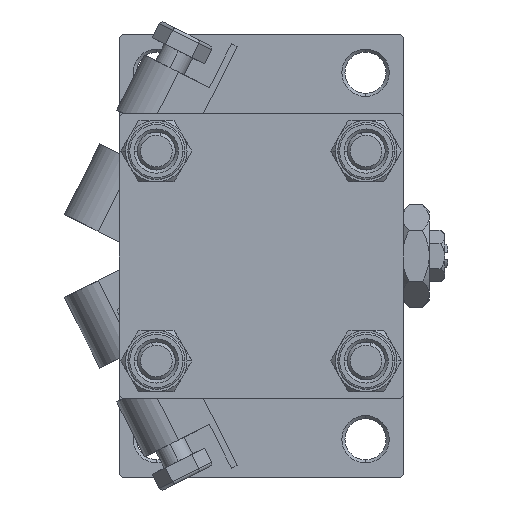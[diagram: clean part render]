
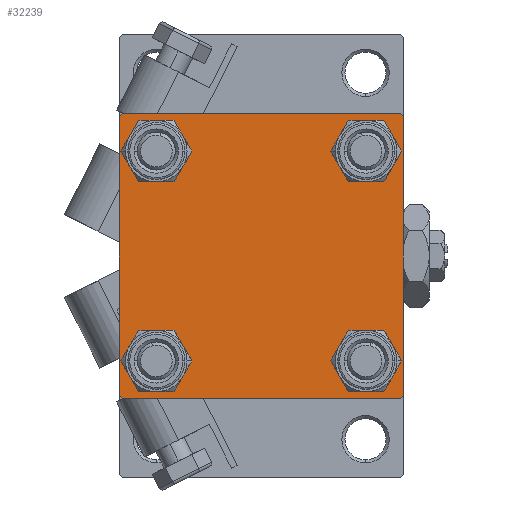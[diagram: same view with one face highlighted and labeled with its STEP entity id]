
A CAD part, left-side view. The second image highlights one B-rep face of the part: STEP entity #32239.
In plain terms, the highlighted planar face has unit normal (-1, 0, 0).
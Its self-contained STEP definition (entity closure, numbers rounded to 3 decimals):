
#648 = EDGE_CURVE ( 'NONE', #19159, #20634, #41932, .T. ) ;
#1318 = CARTESIAN_POINT ( 'NONE',  ( 0., 22.5, -22.5 ) ) ;
#1429 = DIRECTION ( 'NONE',  ( 0., 0.707, 0.707 ) ) ;
#1980 = LINE ( 'NONE', #32918, #18366 ) ;
#2189 = VERTEX_POINT ( 'NONE', #28792 ) ;
#2334 = AXIS2_PLACEMENT_3D ( 'NONE', #7735, #30557, #22223 ) ;
#3437 = ORIENTED_EDGE ( 'NONE', *, *, #32094, .T. ) ;
#3841 = CARTESIAN_POINT ( 'NONE',  ( 0., 22.5, 22. ) ) ;
#4199 = CARTESIAN_POINT ( 'NONE',  ( 0., 22.5, 22.5 ) ) ;
#4557 = VERTEX_POINT ( 'NONE', #44990 ) ;
#4744 = DIRECTION ( 'NONE',  ( 0., -0.707, 0.707 ) ) ;
#4966 = FACE_BOUND ( 'NONE', #18661, .T. ) ;
#5344 = EDGE_CURVE ( 'NONE', #50122, #49402, #20984, .T. ) ;
#5544 = DIRECTION ( 'NONE',  ( 0., -0.707, -0.707 ) ) ;
#5731 = CARTESIAN_POINT ( 'NONE',  ( 0., -16.6, -16.6 ) ) ;
#6195 = AXIS2_PLACEMENT_3D ( 'NONE', #5731, #13106, #28061 ) ;
#6399 = EDGE_CURVE ( 'NONE', #2189, #9942, #38989, .T. ) ;
#6439 = CARTESIAN_POINT ( 'NONE',  ( 0., -16.6, -20.1 ) ) ;
#6609 = CARTESIAN_POINT ( 'NONE',  ( 0., 16.6, 16.6 ) ) ;
#6743 = ORIENTED_EDGE ( 'NONE', *, *, #24565, .T. ) ;
#7417 = AXIS2_PLACEMENT_3D ( 'NONE', #12820, #39694, #36382 ) ;
#7441 = DIRECTION ( 'NONE',  ( 0., 0., -1. ) ) ;
#7735 = CARTESIAN_POINT ( 'NONE',  ( 0., 16.6, -16.6 ) ) ;
#7839 = AXIS2_PLACEMENT_3D ( 'NONE', #6609, #49236, #18781 ) ;
#8562 = DIRECTION ( 'NONE',  ( 1., 0., 0. ) ) ;
#8991 = ORIENTED_EDGE ( 'NONE', *, *, #43397, .F. ) ;
#9294 = FACE_OUTER_BOUND ( 'NONE', #21434, .T. ) ;
#9313 = CIRCLE ( 'NONE', #34396, 3.5 ) ;
#9942 = VERTEX_POINT ( 'NONE', #35786 ) ;
#11073 = LINE ( 'NONE', #49627, #34467 ) ;
#11174 = AXIS2_PLACEMENT_3D ( 'NONE', #16722, #25084, #40541 ) ;
#11240 = EDGE_LOOP ( 'NONE', ( #39845, #15735 ) ) ;
#12108 = ORIENTED_EDGE ( 'NONE', *, *, #48268, .T. ) ;
#12702 = ORIENTED_EDGE ( 'NONE', *, *, #31984, .T. ) ;
#12820 = CARTESIAN_POINT ( 'NONE',  ( 0., 16.6, -16.6 ) ) ;
#13106 = DIRECTION ( 'NONE',  ( 1., 0., 0. ) ) ;
#13164 = VERTEX_POINT ( 'NONE', #6439 ) ;
#14297 = EDGE_LOOP ( 'NONE', ( #12108, #27520 ) ) ;
#15396 = DIRECTION ( 'NONE',  ( 0., 0., -1. ) ) ;
#15735 = ORIENTED_EDGE ( 'NONE', *, *, #34353, .T. ) ;
#15933 = DIRECTION ( 'NONE',  ( 0., 0., 1. ) ) ;
#15986 = EDGE_CURVE ( 'NONE', #4557, #39497, #1980, .T. ) ;
#15992 = CARTESIAN_POINT ( 'NONE',  ( 0., -16.6, 13.1 ) ) ;
#16298 = EDGE_LOOP ( 'NONE', ( #33519, #12702 ) ) ;
#16308 = EDGE_CURVE ( 'NONE', #13164, #24877, #28056, .T. ) ;
#16711 = AXIS2_PLACEMENT_3D ( 'NONE', #20968, #36411, #32609 ) ;
#16722 = CARTESIAN_POINT ( 'NONE',  ( 0., -16.6, 16.6 ) ) ;
#16917 = FACE_BOUND ( 'NONE', #16298, .T. ) ;
#17278 = ORIENTED_EDGE ( 'NONE', *, *, #26190, .F. ) ;
#18366 = VECTOR ( 'NONE', #5544, 1000. ) ;
#18525 = DIRECTION ( 'NONE',  ( 1., 0., 0. ) ) ;
#18661 = EDGE_LOOP ( 'NONE', ( #29817, #31840 ) ) ;
#18781 = DIRECTION ( 'NONE',  ( 0., 0., 1. ) ) ;
#19065 = EDGE_CURVE ( 'NONE', #43691, #28827, #33041, .T. ) ;
#19159 = VERTEX_POINT ( 'NONE', #29364 ) ;
#20148 = CIRCLE ( 'NONE', #2334, 3.5 ) ;
#20428 = AXIS2_PLACEMENT_3D ( 'NONE', #44935, #18525, #22573 ) ;
#20634 = VERTEX_POINT ( 'NONE', #3841 ) ;
#20968 = CARTESIAN_POINT ( 'NONE',  ( 0., 0., 0. ) ) ;
#20984 = LINE ( 'NONE', #36179, #40745 ) ;
#21124 = DIRECTION ( 'NONE',  ( 0., -1., 0. ) ) ;
#21434 = EDGE_LOOP ( 'NONE', ( #3437, #25052, #6743, #46134, #17278, #23487, #8991, #49375 ) ) ;
#21850 = EDGE_CURVE ( 'NONE', #22987, #23997, #23767, .T. ) ;
#22190 = LINE ( 'NONE', #25996, #35053 ) ;
#22223 = DIRECTION ( 'NONE',  ( 0., 0., 1. ) ) ;
#22419 = CARTESIAN_POINT ( 'NONE',  ( 0., 22.25, 22.25 ) ) ;
#22573 = DIRECTION ( 'NONE',  ( 0., 0., 1. ) ) ;
#22987 = VERTEX_POINT ( 'NONE', #28582 ) ;
#23249 = CIRCLE ( 'NONE', #7839, 3.5 ) ;
#23487 = ORIENTED_EDGE ( 'NONE', *, *, #5344, .T. ) ;
#23546 = CARTESIAN_POINT ( 'NONE',  ( 0., -16.6, -16.6 ) ) ;
#23724 = VECTOR ( 'NONE', #21124, 1000. ) ;
#23767 = CIRCLE ( 'NONE', #20428, 3.5 ) ;
#23997 = VERTEX_POINT ( 'NONE', #47183 ) ;
#24436 = LINE ( 'NONE', #1318, #23724 ) ;
#24565 = EDGE_CURVE ( 'NONE', #39497, #2189, #24436, .T. ) ;
#24877 = VERTEX_POINT ( 'NONE', #29897 ) ;
#25052 = ORIENTED_EDGE ( 'NONE', *, *, #15986, .T. ) ;
#25084 = DIRECTION ( 'NONE',  ( 1., 0., 0. ) ) ;
#25996 = CARTESIAN_POINT ( 'NONE',  ( 0., -22.5, 22.5 ) ) ;
#26055 = CIRCLE ( 'NONE', #7417, 3.5 ) ;
#26061 = CARTESIAN_POINT ( 'NONE',  ( 0., -16.6, 16.6 ) ) ;
#26190 = EDGE_CURVE ( 'NONE', #50122, #9942, #22190, .T. ) ;
#27210 = AXIS2_PLACEMENT_3D ( 'NONE', #26061, #37948, #33902 ) ;
#27520 = ORIENTED_EDGE ( 'NONE', *, *, #42074, .T. ) ;
#28056 = CIRCLE ( 'NONE', #6195, 3.5 ) ;
#28061 = DIRECTION ( 'NONE',  ( 0., 0., 1. ) ) ;
#28582 = CARTESIAN_POINT ( 'NONE',  ( 0., 16.6, 20.1 ) ) ;
#28792 = CARTESIAN_POINT ( 'NONE',  ( 0., -22., -22.5 ) ) ;
#28813 = FACE_BOUND ( 'NONE', #14297, .T. ) ;
#28827 = VERTEX_POINT ( 'NONE', #15992 ) ;
#29158 = EDGE_CURVE ( 'NONE', #24877, #13164, #9313, .T. ) ;
#29364 = CARTESIAN_POINT ( 'NONE',  ( 0., 22., 22.5 ) ) ;
#29786 = VERTEX_POINT ( 'NONE', #37024 ) ;
#29817 = ORIENTED_EDGE ( 'NONE', *, *, #29158, .T. ) ;
#29897 = CARTESIAN_POINT ( 'NONE',  ( 0., -16.6, -13.1 ) ) ;
#30041 = VECTOR ( 'NONE', #49802, 1000. ) ;
#30557 = DIRECTION ( 'NONE',  ( 1., 0., 0. ) ) ;
#31338 = LINE ( 'NONE', #4199, #44545 ) ;
#31438 = CARTESIAN_POINT ( 'NONE',  ( 0., 22., -22.5 ) ) ;
#31840 = ORIENTED_EDGE ( 'NONE', *, *, #16308, .T. ) ;
#31852 = VECTOR ( 'NONE', #4744, 1000. ) ;
#31984 = EDGE_CURVE ( 'NONE', #28827, #43691, #49094, .T. ) ;
#32094 = EDGE_CURVE ( 'NONE', #20634, #4557, #11073, .T. ) ;
#32239 = ADVANCED_FACE ( 'NONE', ( #16917, #4966, #28813, #35902, #9294 ), #43797, .T. ) ;
#32609 = DIRECTION ( 'NONE',  ( 0., 0., 1. ) ) ;
#32918 = CARTESIAN_POINT ( 'NONE',  ( 0., 22.25, -22.25 ) ) ;
#33041 = CIRCLE ( 'NONE', #11174, 3.5 ) ;
#33175 = VERTEX_POINT ( 'NONE', #39155 ) ;
#33503 = CARTESIAN_POINT ( 'NONE',  ( 0., -22., 22.5 ) ) ;
#33519 = ORIENTED_EDGE ( 'NONE', *, *, #19065, .T. ) ;
#33902 = DIRECTION ( 'NONE',  ( 0., 0., 1. ) ) ;
#34353 = EDGE_CURVE ( 'NONE', #23997, #22987, #23249, .T. ) ;
#34377 = CARTESIAN_POINT ( 'NONE',  ( 0., -22.5, 22. ) ) ;
#34396 = AXIS2_PLACEMENT_3D ( 'NONE', #23546, #8562, #15933 ) ;
#34467 = VECTOR ( 'NONE', #15396, 1000. ) ;
#35053 = VECTOR ( 'NONE', #7441, 1000. ) ;
#35786 = CARTESIAN_POINT ( 'NONE',  ( 0., -22.5, -22. ) ) ;
#35902 = FACE_BOUND ( 'NONE', #11240, .T. ) ;
#36179 = CARTESIAN_POINT ( 'NONE',  ( 0., -22.25, 22.25 ) ) ;
#36382 = DIRECTION ( 'NONE',  ( 0., 0., 1. ) ) ;
#36411 = DIRECTION ( 'NONE',  ( -1., 0., 0. ) ) ;
#37024 = CARTESIAN_POINT ( 'NONE',  ( 0., 16.6, -20.1 ) ) ;
#37948 = DIRECTION ( 'NONE',  ( 1., 0., 0. ) ) ;
#38989 = LINE ( 'NONE', #50161, #31852 ) ;
#39155 = CARTESIAN_POINT ( 'NONE',  ( 0., 16.6, -13.1 ) ) ;
#39497 = VERTEX_POINT ( 'NONE', #31438 ) ;
#39694 = DIRECTION ( 'NONE',  ( 1., 0., 0. ) ) ;
#39845 = ORIENTED_EDGE ( 'NONE', *, *, #21850, .T. ) ;
#40541 = DIRECTION ( 'NONE',  ( 0., 0., 1. ) ) ;
#40745 = VECTOR ( 'NONE', #1429, 1000. ) ;
#41932 = LINE ( 'NONE', #22419, #30041 ) ;
#42074 = EDGE_CURVE ( 'NONE', #29786, #33175, #20148, .T. ) ;
#42251 = DIRECTION ( 'NONE',  ( 0., -1., 0. ) ) ;
#43397 = EDGE_CURVE ( 'NONE', #19159, #49402, #31338, .T. ) ;
#43691 = VERTEX_POINT ( 'NONE', #46519 ) ;
#43797 = PLANE ( 'NONE',  #16711 ) ;
#44545 = VECTOR ( 'NONE', #42251, 1000. ) ;
#44935 = CARTESIAN_POINT ( 'NONE',  ( 0., 16.6, 16.6 ) ) ;
#44990 = CARTESIAN_POINT ( 'NONE',  ( 0., 22.5, -22. ) ) ;
#46134 = ORIENTED_EDGE ( 'NONE', *, *, #6399, .T. ) ;
#46519 = CARTESIAN_POINT ( 'NONE',  ( 0., -16.6, 20.1 ) ) ;
#47183 = CARTESIAN_POINT ( 'NONE',  ( 0., 16.6, 13.1 ) ) ;
#48268 = EDGE_CURVE ( 'NONE', #33175, #29786, #26055, .T. ) ;
#49094 = CIRCLE ( 'NONE', #27210, 3.5 ) ;
#49236 = DIRECTION ( 'NONE',  ( 1., 0., 0. ) ) ;
#49375 = ORIENTED_EDGE ( 'NONE', *, *, #648, .T. ) ;
#49402 = VERTEX_POINT ( 'NONE', #33503 ) ;
#49627 = CARTESIAN_POINT ( 'NONE',  ( 0., 22.5, 22.5 ) ) ;
#49802 = DIRECTION ( 'NONE',  ( 0., 0.707, -0.707 ) ) ;
#50122 = VERTEX_POINT ( 'NONE', #34377 ) ;
#50161 = CARTESIAN_POINT ( 'NONE',  ( 0., -22.25, -22.25 ) ) ;
